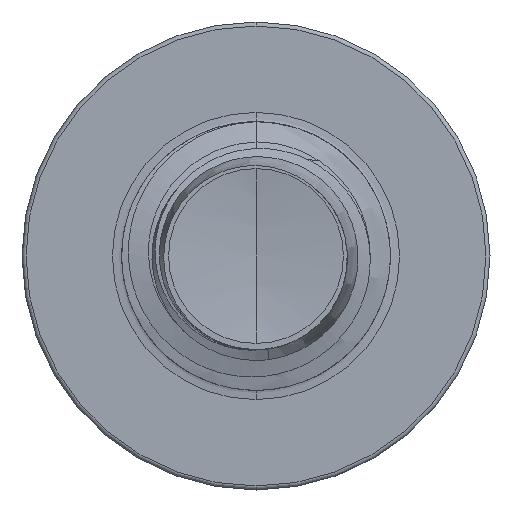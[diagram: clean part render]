
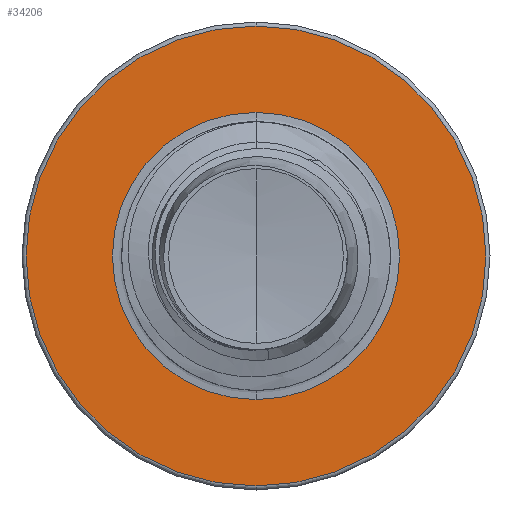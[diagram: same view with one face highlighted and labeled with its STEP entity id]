
A CAD part, front view. The second image highlights one B-rep face of the part: STEP entity #34206.
In plain terms, the highlighted planar face has unit normal (0, -1, 0).
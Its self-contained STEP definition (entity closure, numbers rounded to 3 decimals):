
#30 = VERTEX_POINT ( 'NONE', #27627 ) ;
#351 = DIRECTION ( 'NONE',  ( 0., 1., 0. ) ) ;
#568 = CIRCLE ( 'NONE', #27954, 1.872 ) ;
#817 = DIRECTION ( 'NONE',  ( 0., 0., 1. ) ) ;
#2404 = ORIENTED_EDGE ( 'NONE', *, *, #6391, .T. ) ;
#5448 = ORIENTED_EDGE ( 'NONE', *, *, #8865, .F. ) ;
#5664 = EDGE_LOOP ( 'NONE', ( #5448, #24362 ) ) ;
#5875 = EDGE_CURVE ( 'NONE', #22896, #16841, #32473, .T. ) ;
#6369 = CARTESIAN_POINT ( 'NONE',  ( 0., 19., 0. ) ) ;
#6391 = EDGE_CURVE ( 'NONE', #16841, #22896, #568, .T. ) ;
#7362 = CIRCLE ( 'NONE', #12898, 2.998 ) ;
#7834 = CARTESIAN_POINT ( 'NONE',  ( 0., 19., -2.997 ) ) ;
#8191 = AXIS2_PLACEMENT_3D ( 'NONE', #8453, #28837, #11390 ) ;
#8453 = CARTESIAN_POINT ( 'NONE',  ( 0., 19., 0. ) ) ;
#8744 = DIRECTION ( 'NONE',  ( 0., 1., 0. ) ) ;
#8865 = EDGE_CURVE ( 'NONE', #30, #9768, #36101, .T. ) ;
#9312 = DIRECTION ( 'NONE',  ( 0., 0., 1. ) ) ;
#9768 = VERTEX_POINT ( 'NONE', #7834 ) ;
#11390 = DIRECTION ( 'NONE',  ( 0., 0., 1. ) ) ;
#12898 = AXIS2_PLACEMENT_3D ( 'NONE', #17807, #351, #20747 ) ;
#13697 = CARTESIAN_POINT ( 'NONE',  ( 0., 19., -1.872 ) ) ;
#15445 = EDGE_CURVE ( 'NONE', #9768, #30, #7362, .T. ) ;
#16224 = AXIS2_PLACEMENT_3D ( 'NONE', #6369, #26772, #9312 ) ;
#16841 = VERTEX_POINT ( 'NONE', #17007 ) ;
#17007 = CARTESIAN_POINT ( 'NONE',  ( 0., 19., 1.872 ) ) ;
#17055 = EDGE_LOOP ( 'NONE', ( #2404, #28283 ) ) ;
#17807 = CARTESIAN_POINT ( 'NONE',  ( 0., 19., 0. ) ) ;
#18267 = DIRECTION ( 'NONE',  ( 0., 1., 0. ) ) ;
#20350 = CARTESIAN_POINT ( 'NONE',  ( 0., 19., -1.872 ) ) ;
#20747 = DIRECTION ( 'NONE',  ( 0., 0., 1. ) ) ;
#22896 = VERTEX_POINT ( 'NONE', #13697 ) ;
#23499 = FACE_BOUND ( 'NONE', #17055, .T. ) ;
#24362 = ORIENTED_EDGE ( 'NONE', *, *, #15445, .F. ) ;
#26217 = PLANE ( 'NONE',  #34935 ) ;
#26772 = DIRECTION ( 'NONE',  ( 0., 1., 0. ) ) ;
#27627 = CARTESIAN_POINT ( 'NONE',  ( 0., 19., 2.998 ) ) ;
#27954 = AXIS2_PLACEMENT_3D ( 'NONE', #35722, #18267, #817 ) ;
#28283 = ORIENTED_EDGE ( 'NONE', *, *, #5875, .T. ) ;
#28837 = DIRECTION ( 'NONE',  ( 0., 1., 0. ) ) ;
#29123 = DIRECTION ( 'NONE',  ( 0., 0., 1. ) ) ;
#31221 = FACE_OUTER_BOUND ( 'NONE', #5664, .T. ) ;
#32473 = CIRCLE ( 'NONE', #16224, 1.872 ) ;
#34206 = ADVANCED_FACE ( 'NONE', ( #31221, #23499 ), #26217, .F. ) ;
#34935 = AXIS2_PLACEMENT_3D ( 'NONE', #20350, #8744, #29123 ) ;
#35722 = CARTESIAN_POINT ( 'NONE',  ( 0., 19., 0. ) ) ;
#36101 = CIRCLE ( 'NONE', #8191, 2.998 ) ;
